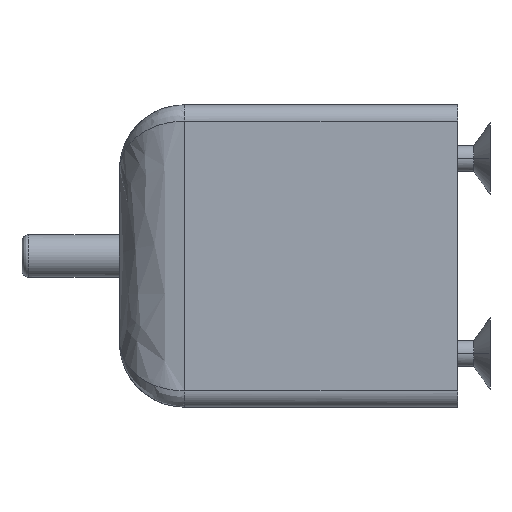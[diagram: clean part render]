
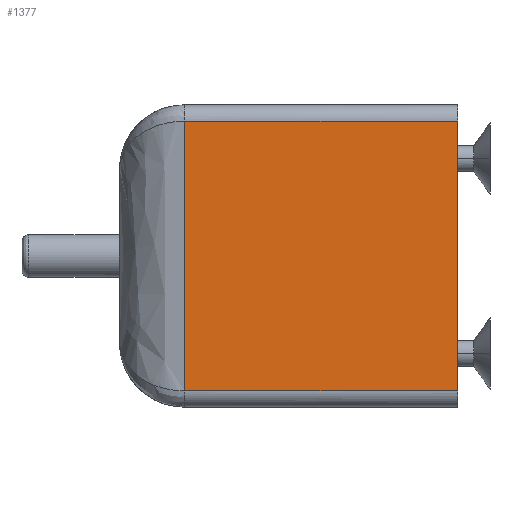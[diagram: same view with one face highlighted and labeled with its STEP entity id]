
A CAD part, left-side view. The second image highlights one B-rep face of the part: STEP entity #1377.
In plain terms, the highlighted free-form (B-spline) face has degree [1, 1] with [2, 2] control points.
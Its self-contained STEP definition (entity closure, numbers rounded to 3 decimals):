
#1377 = ADVANCED_FACE('',(#1378),#1408,.F.);
#1378 = FACE_BOUND('',#1379,.T.);
#1379 = EDGE_LOOP('',(#1380,#1389,#1396,#1403));
#1380 = ORIENTED_EDGE('',*,*,#1381,.T.);
#1381 = EDGE_CURVE('',#1382,#1384,#1386,.T.);
#1382 = VERTEX_POINT('',#1383);
#1383 = CARTESIAN_POINT('',(-92.419,0.,-54.792));
#1384 = VERTEX_POINT('',#1385);
#1385 = CARTESIAN_POINT('',(-92.419,0.,54.792));
#1386 = B_SPLINE_CURVE_WITH_KNOTS('',1,(#1387,#1388),.UNSPECIFIED.,.F.,
  .F.,(2,2),(-88.,-5.),.PIECEWISE_BEZIER_KNOTS.);
#1387 = CARTESIAN_POINT('',(-92.419,0.,-54.792));
#1388 = CARTESIAN_POINT('',(-92.419,0.,54.792));
#1389 = ORIENTED_EDGE('',*,*,#1390,.T.);
#1390 = EDGE_CURVE('',#1384,#1391,#1393,.T.);
#1391 = VERTEX_POINT('',#1392);
#1392 = CARTESIAN_POINT('',(-92.419,110.903,
    54.792));
#1393 = B_SPLINE_CURVE_WITH_KNOTS('',1,(#1394,#1395),.UNSPECIFIED.,.F.,
  .F.,(2,2),(-104.,-20.),.PIECEWISE_BEZIER_KNOTS.);
#1394 = CARTESIAN_POINT('',(-92.419,0.,54.792));
#1395 = CARTESIAN_POINT('',(-92.419,110.903,
    54.792));
#1396 = ORIENTED_EDGE('',*,*,#1397,.T.);
#1397 = EDGE_CURVE('',#1391,#1398,#1400,.T.);
#1398 = VERTEX_POINT('',#1399);
#1399 = CARTESIAN_POINT('',(-92.419,110.903,
    -54.792));
#1400 = B_SPLINE_CURVE_WITH_KNOTS('',1,(#1401,#1402),.UNSPECIFIED.,.F.,
  .F.,(2,2),(5.,88.),.PIECEWISE_BEZIER_KNOTS.);
#1401 = CARTESIAN_POINT('',(-92.419,110.903,
    54.792));
#1402 = CARTESIAN_POINT('',(-92.419,110.903,
    -54.792));
#1403 = ORIENTED_EDGE('',*,*,#1404,.T.);
#1404 = EDGE_CURVE('',#1398,#1382,#1405,.T.);
#1405 = B_SPLINE_CURVE_WITH_KNOTS('',1,(#1406,#1407),.UNSPECIFIED.,.F.,
  .F.,(2,2),(20.,104.),.PIECEWISE_BEZIER_KNOTS.);
#1406 = CARTESIAN_POINT('',(-92.419,110.903,
    -54.792));
#1407 = CARTESIAN_POINT('',(-92.419,0.,-54.792));
#1408 = B_SPLINE_SURFACE_WITH_KNOTS('',1,1,(
    (#1409,#1410)
    ,(#1411,#1412
    )),.UNSPECIFIED.,.F.,.F.,.F.,(2,2),(2,2),(5.,88.),(-104.,-20.),
  .PIECEWISE_BEZIER_KNOTS.);
#1409 = CARTESIAN_POINT('',(-92.419,0.,54.792));
#1410 = CARTESIAN_POINT('',(-92.419,110.903,
    54.792));
#1411 = CARTESIAN_POINT('',(-92.419,0.,-54.792));
#1412 = CARTESIAN_POINT('',(-92.419,110.903,
    -54.792));
